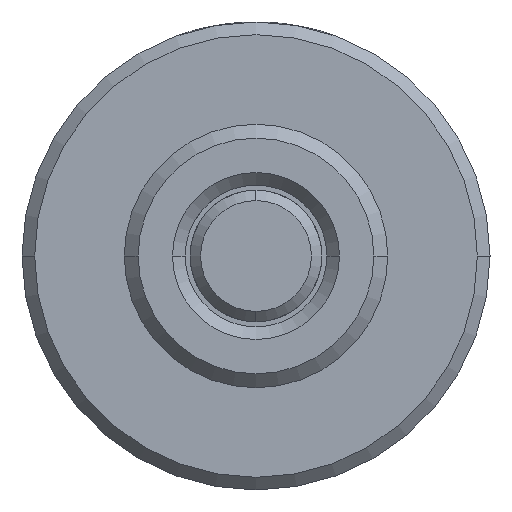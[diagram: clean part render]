
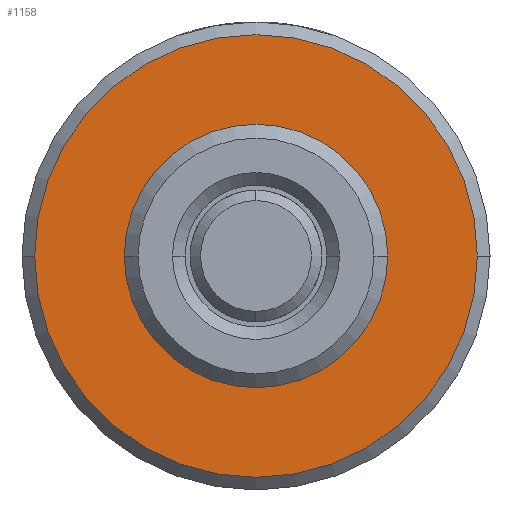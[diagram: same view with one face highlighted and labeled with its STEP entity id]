
A CAD part, left-side view. The second image highlights one B-rep face of the part: STEP entity #1158.
In plain terms, the highlighted planar face has unit normal (-1, 0, 0).
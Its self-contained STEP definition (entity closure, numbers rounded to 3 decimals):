
#168 = DIRECTION ( 'NONE',  ( 0., 0., -1. ) ) ;
#260 = DIRECTION ( 'NONE',  ( 0., 0., -1. ) ) ;
#346 = ORIENTED_EDGE ( 'NONE', *, *, #3296, .F. ) ;
#458 = EDGE_LOOP ( 'NONE', ( #3173, #2935 ) ) ;
#497 = DIRECTION ( 'NONE',  ( 1., 0., 0. ) ) ;
#528 = CARTESIAN_POINT ( 'NONE',  ( 12.7, 0., -7.906 ) ) ;
#868 = VERTEX_POINT ( 'NONE', #3240 ) ;
#975 = DIRECTION ( 'NONE',  ( 1., 0., 0. ) ) ;
#1101 = VERTEX_POINT ( 'NONE', #2105 ) ;
#1158 = ADVANCED_FACE ( 'NONE', ( #5078, #1370 ), #4694, .F. ) ;
#1275 = ORIENTED_EDGE ( 'NONE', *, *, #2091, .F. ) ;
#1370 = FACE_BOUND ( 'NONE', #458, .T. ) ;
#1451 = CARTESIAN_POINT ( 'NONE',  ( 12.7, 0., 0. ) ) ;
#1474 = EDGE_LOOP ( 'NONE', ( #346, #1275 ) ) ;
#1644 = CARTESIAN_POINT ( 'NONE',  ( 12.7, 0., 7.906 ) ) ;
#1662 = CIRCLE ( 'NONE', #4245, 13.335 ) ;
#1719 = VERTEX_POINT ( 'NONE', #528 ) ;
#1808 = DIRECTION ( 'NONE',  ( 1., 0., 0. ) ) ;
#1834 = DIRECTION ( 'NONE',  ( 0., 0., -1. ) ) ;
#1846 = EDGE_CURVE ( 'NONE', #1719, #3520, #5102, .T. ) ;
#1983 = DIRECTION ( 'NONE',  ( 0., 0., -1. ) ) ;
#2091 = EDGE_CURVE ( 'NONE', #1101, #868, #1662, .T. ) ;
#2105 = CARTESIAN_POINT ( 'NONE',  ( 12.7, 0., -13.335 ) ) ;
#2584 = CARTESIAN_POINT ( 'NONE',  ( 12.7, 0., 0. ) ) ;
#2748 = DIRECTION ( 'NONE',  ( 1., 0., 0. ) ) ;
#2823 = AXIS2_PLACEMENT_3D ( 'NONE', #2584, #1808, #1834 ) ;
#2935 = ORIENTED_EDGE ( 'NONE', *, *, #4726, .T. ) ;
#3173 = ORIENTED_EDGE ( 'NONE', *, *, #1846, .T. ) ;
#3240 = CARTESIAN_POINT ( 'NONE',  ( 12.7, 0., 13.335 ) ) ;
#3296 = EDGE_CURVE ( 'NONE', #868, #1101, #4118, .T. ) ;
#3520 = VERTEX_POINT ( 'NONE', #1644 ) ;
#4026 = CARTESIAN_POINT ( 'NONE',  ( 12.7, 0., 0. ) ) ;
#4065 = DIRECTION ( 'NONE',  ( 1., 0., 0. ) ) ;
#4118 = CIRCLE ( 'NONE', #4363, 13.335 ) ;
#4245 = AXIS2_PLACEMENT_3D ( 'NONE', #4663, #975, #168 ) ;
#4314 = DIRECTION ( 'NONE',  ( 0., 0., -1. ) ) ;
#4363 = AXIS2_PLACEMENT_3D ( 'NONE', #1451, #497, #4314 ) ;
#4415 = AXIS2_PLACEMENT_3D ( 'NONE', #4026, #2748, #260 ) ;
#4621 = CIRCLE ( 'NONE', #4882, 7.906 ) ;
#4663 = CARTESIAN_POINT ( 'NONE',  ( 12.7, 0., 0. ) ) ;
#4694 = PLANE ( 'NONE',  #2823 ) ;
#4726 = EDGE_CURVE ( 'NONE', #3520, #1719, #4621, .T. ) ;
#4882 = AXIS2_PLACEMENT_3D ( 'NONE', #5285, #4065, #1983 ) ;
#5078 = FACE_OUTER_BOUND ( 'NONE', #1474, .T. ) ;
#5102 = CIRCLE ( 'NONE', #4415, 7.906 ) ;
#5285 = CARTESIAN_POINT ( 'NONE',  ( 12.7, 0., 0. ) ) ;
